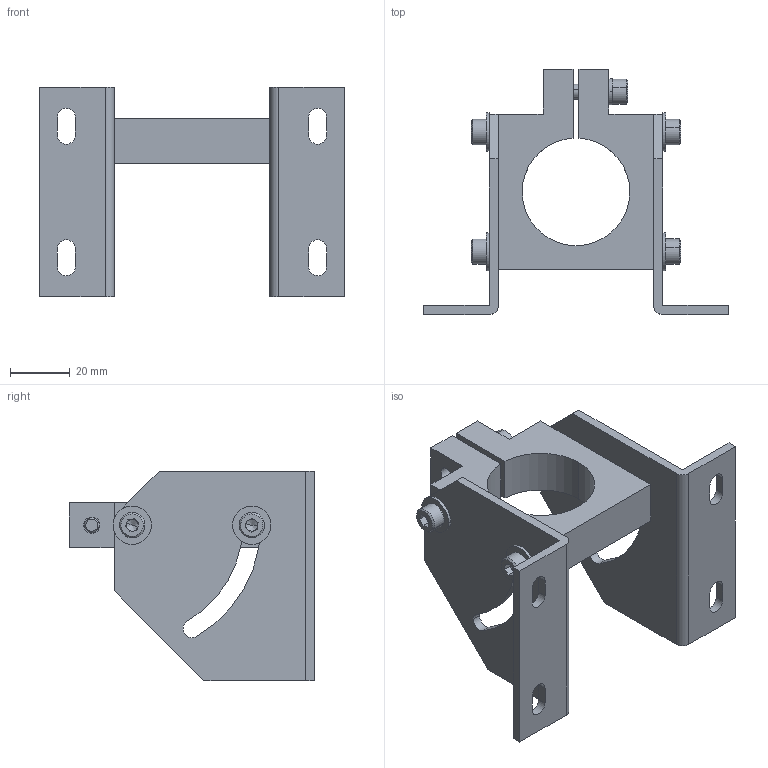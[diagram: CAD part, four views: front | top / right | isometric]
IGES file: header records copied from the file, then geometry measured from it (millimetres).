
Start section: SolidWorks IGES file using NURBS representation for surfaces
Global section: file name: NR10LST.IGS; native system: SolidWorks 2018; preprocessor: SolidWorks 2018; author: k_ino; date: 190111.092755; units: millimetre
Bounding box: 102 x 82 x 70 mm (x, y, z)
Volume: 62495.8 mm3; surface area: 37936.4 mm2
Topology: 13 solids, 13 shells, 243 faces, 564 edges, 351 vertices
Faces by surface type: bspline 243
